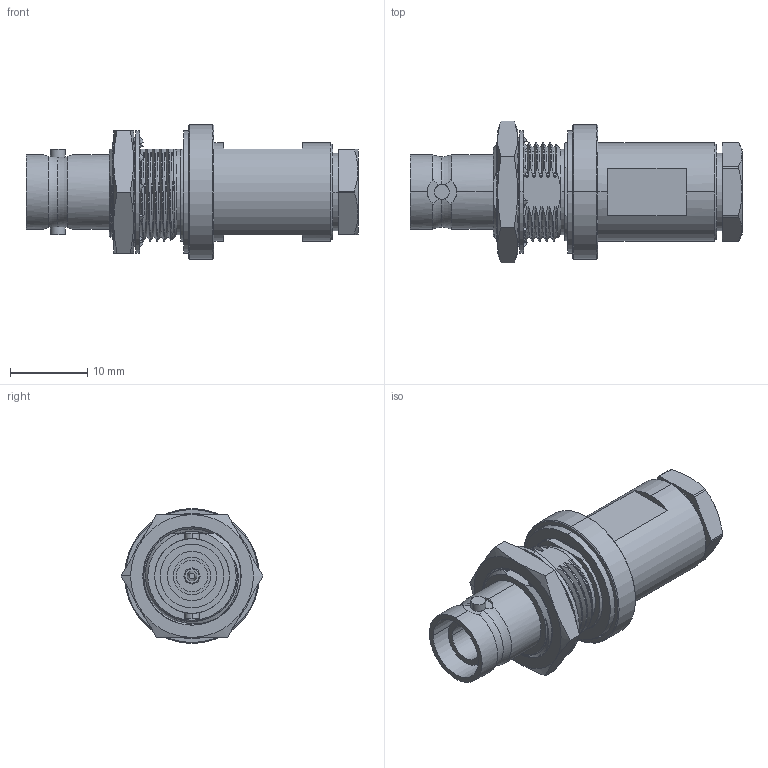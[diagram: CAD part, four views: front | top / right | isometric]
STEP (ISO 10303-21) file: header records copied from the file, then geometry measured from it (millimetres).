
FILE_DESCRIPTION (( 'STEP AP214' ), '1' );
FILE_NAME ('FMCN45909_3D.step', '2023-05-10T17:46:27', ( '' ), ( '' ), 'SwSTEP 2.0', 'SolidWorks 2022', '' );
FILE_SCHEMA (( 'AUTOMOTIVE_DESIGN' ));
Length unit declared in the file: inch
Products named in the file (1): FMCN45909_3D
Bounding box: 42.92 x 18.33 x 17.45 mm (x, y, z)
Volume: 4623.8 mm3; surface area: 4071.7 mm2
Topology: 4 solids, 4 shells, 270 faces, 745 edges, 496 vertices
Faces by surface type: cylinder 87, bspline 75, plane 59, cone 41, torus 8
Entity records: 24062 total; most frequent: CARTESIAN_POINT 17943, ORIENTED_EDGE 1490, DIRECTION 974, EDGE_CURVE 745, VERTEX_POINT 496, AXIS2_PLACEMENT_3D 401, B_SPLINE_CURVE_WITH_KNOTS 292, EDGE_LOOP 289
